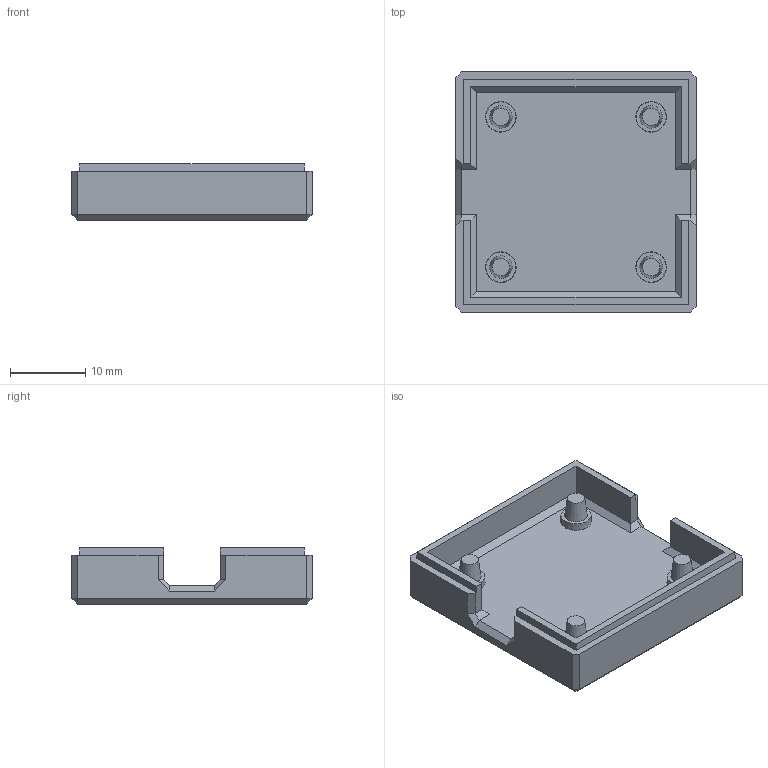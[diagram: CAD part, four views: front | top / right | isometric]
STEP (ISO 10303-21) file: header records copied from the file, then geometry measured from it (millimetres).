
FILE_DESCRIPTION (( 'STEP AP214' ), '1' );
FILE_NAME ('MAX_bottom_v2.STEP', '2025-11-26T18:27:46', ( '' ), ( '' ), 'SwSTEP 2.0', 'SolidWorks 2025', '' );
FILE_SCHEMA (( 'AUTOMOTIVE_DESIGN' ));
Length unit declared in the file: millimetre
Products named in the file (1): MAX_bottom_v2
Bounding box: 32 x 32 x 7.5 mm (x, y, z)
Volume: 3591 mm3; surface area: 3444.5 mm2
Topology: 1 solids, 1 shells, 82 faces, 188 edges, 116 vertices
Faces by surface type: plane 66, cone 16
Entity records: 2283 total; most frequent: CARTESIAN_POINT 387, DIRECTION 386, ORIENTED_EDGE 376, EDGE_CURVE 188, LINE 156, VECTOR 156, VERTEX_POINT 116, AXIS2_PLACEMENT_3D 115
